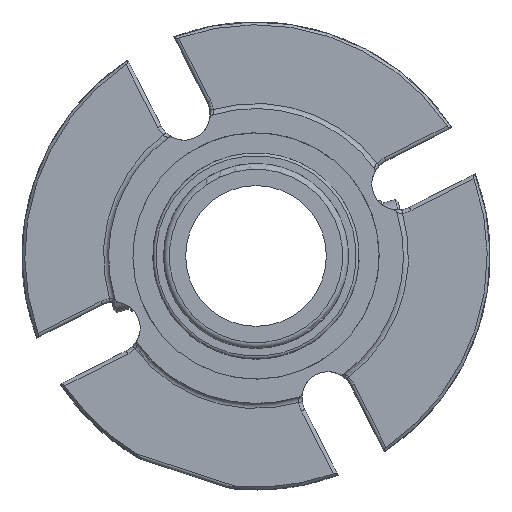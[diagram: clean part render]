
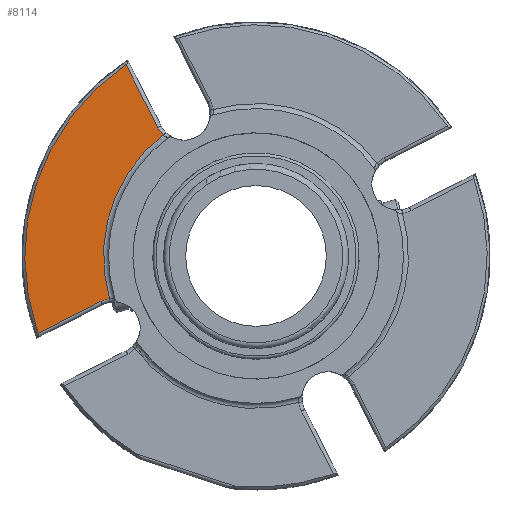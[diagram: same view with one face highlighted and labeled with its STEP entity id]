
A CAD part, left-side view. The second image highlights one B-rep face of the part: STEP entity #8114.
In plain terms, the highlighted planar face has unit normal (-1, 0, 0).
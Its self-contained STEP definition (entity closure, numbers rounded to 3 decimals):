
#940=LINE('',#16009,#1421);
#942=LINE('',#16028,#1423);
#1421=VECTOR('',#10251,1000.);
#1423=VECTOR('',#10261,1000.);
#1673=PLANE('',#8760);
#3221=ORIENTED_EDGE('',*,*,#4939,.T.);
#3222=ORIENTED_EDGE('',*,*,#4935,.F.);
#3223=ORIENTED_EDGE('',*,*,#4933,.T.);
#3224=ORIENTED_EDGE('',*,*,#4990,.T.);
#3225=ORIENTED_EDGE('',*,*,#4992,.T.);
#3226=ORIENTED_EDGE('',*,*,#4993,.T.);
#4933=EDGE_CURVE('',#5893,#5897,#940,.F.);
#4935=EDGE_CURVE('',#5893,#5899,#6322,.T.);
#4939=EDGE_CURVE('',#5902,#5899,#942,.F.);
#4990=EDGE_CURVE('',#5897,#5925,#6354,.F.);
#4992=EDGE_CURVE('',#5925,#5927,#6356,.F.);
#4993=EDGE_CURVE('',#5927,#5902,#6357,.F.);
#5893=VERTEX_POINT('',#15998);
#5897=VERTEX_POINT('',#16008);
#5899=VERTEX_POINT('',#16014);
#5902=VERTEX_POINT('',#16029);
#5925=VERTEX_POINT('',#16137);
#5927=VERTEX_POINT('',#16143);
#6322=CIRCLE('',#8701,62.611);
#6354=CIRCLE('',#8758,8.);
#6356=CIRCLE('',#8761,41.3);
#6357=CIRCLE('',#8762,8.);
#6840=EDGE_LOOP('',(#3221,#3222,#3223,#3224,#3225,#3226));
#7413=FACE_BOUND('',#6840,.T.);
#8114=ADVANCED_FACE('',(#7413),#1673,.T.);
#8701=AXIS2_PLACEMENT_3D('',#16013,#10256,#10257);
#8758=AXIS2_PLACEMENT_3D('',#16139,#10388,#10389);
#8760=AXIS2_PLACEMENT_3D('',#16141,#10392,#10393);
#8761=AXIS2_PLACEMENT_3D('',#16142,#10394,#10395);
#8762=AXIS2_PLACEMENT_3D('',#16144,#10396,#10397);
#10251=DIRECTION('',(0.,0.892,-0.452));
#10256=DIRECTION('',(1.,0.,0.));
#10257=DIRECTION('',(0.,-0.95,-0.311));
#10261=DIRECTION('',(0.,-0.452,-0.892));
#10388=DIRECTION('',(-1.,0.,0.));
#10389=DIRECTION('',(0.,0.311,-0.95));
#10392=DIRECTION('',(-1.,0.,0.));
#10393=DIRECTION('',(0.,0.311,-0.95));
#10394=DIRECTION('',(-1.,0.,0.));
#10395=DIRECTION('',(0.,0.311,-0.95));
#10396=DIRECTION('',(-1.,0.,0.));
#10397=DIRECTION('',(0.,0.311,-0.95));
#15998=CARTESIAN_POINT('',(-8.033,59.006,-20.939));
#16008=CARTESIAN_POINT('',(-8.033,41.971,-12.305));
#16009=CARTESIAN_POINT('',(-8.033,41.971,-12.305));
#16013=CARTESIAN_POINT('',(-8.033,0.,0.));
#16014=CARTESIAN_POINT('',(-8.033,35.21,51.772));
#16028=CARTESIAN_POINT('',(-8.033,36.124,53.575));
#16029=CARTESIAN_POINT('',(-8.033,26.576,34.738));
#16137=CARTESIAN_POINT('',(-8.033,39.653,-11.546));
#16139=CARTESIAN_POINT('',(-8.033,38.355,-19.44));
#16141=CARTESIAN_POINT('',(-8.033,-12.379,37.826));
#16142=CARTESIAN_POINT('',(-8.033,0.,0.));
#16143=CARTESIAN_POINT('',(-8.033,25.155,32.756));
#16144=CARTESIAN_POINT('',(-8.033,19.44,38.355));
